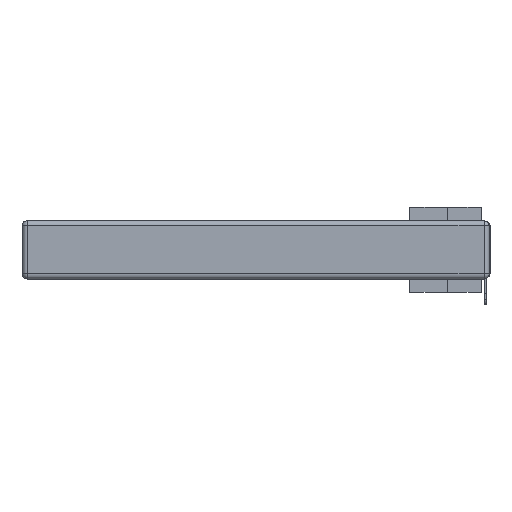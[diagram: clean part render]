
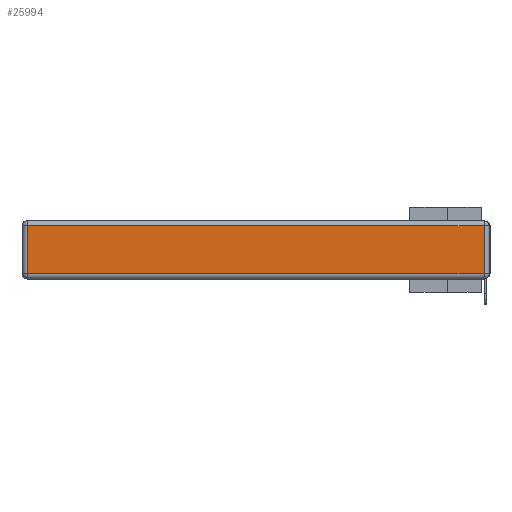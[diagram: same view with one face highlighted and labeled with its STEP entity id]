
A CAD part, left-side view. The second image highlights one B-rep face of the part: STEP entity #25994.
In plain terms, the highlighted planar face has unit normal (-1, 0, 0).
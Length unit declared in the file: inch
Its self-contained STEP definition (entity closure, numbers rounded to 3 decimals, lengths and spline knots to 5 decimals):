
#449 = DIRECTION ( 'NONE',  ( 0., 1., 0. ) ) ;
#1686 = VERTEX_POINT ( 'NONE', #6954 ) ;
#2760 = DIRECTION ( 'NONE',  ( -1., 0., 0. ) ) ;
#4105 = VECTOR ( 'NONE', #38176, 39.37008 ) ;
#4914 = VERTEX_POINT ( 'NONE', #9429 ) ;
#6178 = EDGE_CURVE ( 'NONE', #1686, #4914, #14097, .T. ) ;
#6954 = CARTESIAN_POINT ( 'NONE',  ( 0., 0.03, -0.03 ) ) ;
#7426 = ORIENTED_EDGE ( 'NONE', *, *, #32955, .T. ) ;
#8816 = DIRECTION ( 'NONE',  ( 0., 0., 1. ) ) ;
#9407 = LINE ( 'NONE', #30042, #23371 ) ;
#9429 = CARTESIAN_POINT ( 'NONE',  ( 0., 2.72, -0.03 ) ) ;
#11724 = DIRECTION ( 'NONE',  ( 0., -1., 0. ) ) ;
#12242 = CARTESIAN_POINT ( 'NONE',  ( 0., 2.72, -0.313 ) ) ;
#12762 = LINE ( 'NONE', #23226, #4105 ) ;
#13061 = ORIENTED_EDGE ( 'NONE', *, *, #6178, .T. ) ;
#13572 = LINE ( 'NONE', #29397, #23180 ) ;
#14097 = LINE ( 'NONE', #16541, #22244 ) ;
#15117 = PLANE ( 'NONE',  #28459 ) ;
#16541 = CARTESIAN_POINT ( 'NONE',  ( 0., 2.75, -0.03 ) ) ;
#17636 = CARTESIAN_POINT ( 'NONE',  ( 0., 0., -0.343 ) ) ;
#19566 = ORIENTED_EDGE ( 'NONE', *, *, #22384, .T. ) ;
#22244 = VECTOR ( 'NONE', #449, 39.37008 ) ;
#22384 = EDGE_CURVE ( 'NONE', #27111, #25329, #9407, .T. ) ;
#23180 = VECTOR ( 'NONE', #32426, 39.37008 ) ;
#23226 = CARTESIAN_POINT ( 'NONE',  ( 0., 0.03, -0.343 ) ) ;
#23371 = VECTOR ( 'NONE', #11724, 39.37008 ) ;
#25329 = VERTEX_POINT ( 'NONE', #29761 ) ;
#25994 = ADVANCED_FACE ( 'NONE', ( #34123 ), #15117, .T. ) ;
#27111 = VERTEX_POINT ( 'NONE', #12242 ) ;
#28459 = AXIS2_PLACEMENT_3D ( 'NONE', #17636, #2760, #8816 ) ;
#29397 = CARTESIAN_POINT ( 'NONE',  ( 0., 2.72, -0.343 ) ) ;
#29701 = EDGE_CURVE ( 'NONE', #25329, #1686, #12762, .T. ) ;
#29761 = CARTESIAN_POINT ( 'NONE',  ( 0., 0.03, -0.313 ) ) ;
#30042 = CARTESIAN_POINT ( 'NONE',  ( 0., 0., -0.313 ) ) ;
#32426 = DIRECTION ( 'NONE',  ( 0., 0., -1. ) ) ;
#32955 = EDGE_CURVE ( 'NONE', #4914, #27111, #13572, .T. ) ;
#33250 = EDGE_LOOP ( 'NONE', ( #19566, #38366, #13061, #7426 ) ) ;
#34123 = FACE_OUTER_BOUND ( 'NONE', #33250, .T. ) ;
#38176 = DIRECTION ( 'NONE',  ( 0., 0., 1. ) ) ;
#38366 = ORIENTED_EDGE ( 'NONE', *, *, #29701, .T. ) ;
